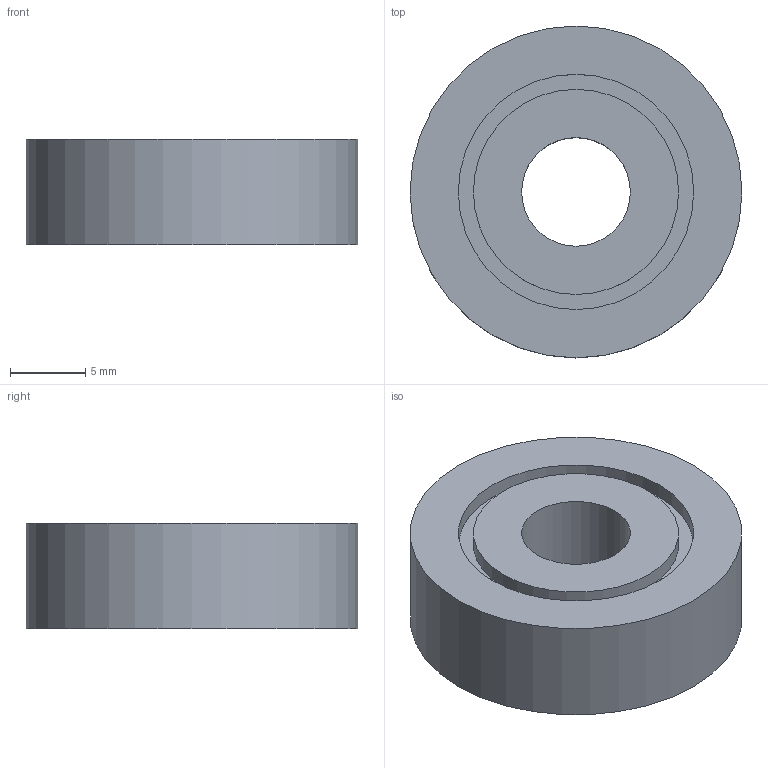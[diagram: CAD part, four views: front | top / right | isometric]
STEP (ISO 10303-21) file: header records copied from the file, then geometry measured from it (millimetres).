
FILE_DESCRIPTION(/* description */ (''),/* implementation_level */ '2;1');
FILE_NAME(/* name */ 'Ruleman v2.step',/* time_stamp */ '2024-11-08T10:05:09-03:00',/* author */ (''),/* organization */ (''),/* preprocessor_version */ 'ST-DEVELOPER v20',/* originating_system */ 'Autodesk Translation Framework v13.20.0.188',/* authorisation */ '');
FILE_SCHEMA (('AUTOMOTIVE_DESIGN { 1 0 10303 214 3 1 1 }'));
Length unit declared in the file: millimetre
Products named in the file (1): Ruleman
Bounding box: 22 x 22 x 7 mm (x, y, z)
Volume: 1992.1 mm3; surface area: 2781.4 mm2
Topology: 3 solids, 3 shells, 20 faces, 30 edges, 20 vertices
Faces by surface type: plane 10, cylinder 10
Full cylindrical faces by diameter (mm): 7.2 x1, 10.84 x1, 11.64 x1, 13.6 x2, 15.6 x2, 17.56 x1, 18.36 x1, 22 x1
Entity records: 497 total; most frequent: DIRECTION 92, CARTESIAN_POINT 71, ORIENTED_EDGE 60, AXIS2_PLACEMENT_3D 41, EDGE_LOOP 30, EDGE_CURVE 30, FACE_OUTER_BOUND 20, CIRCLE 20
